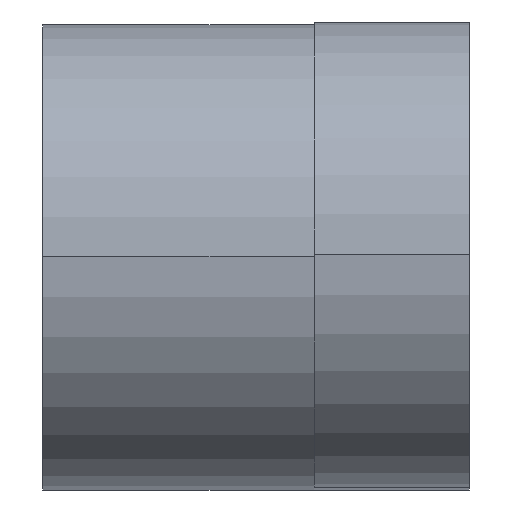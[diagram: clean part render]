
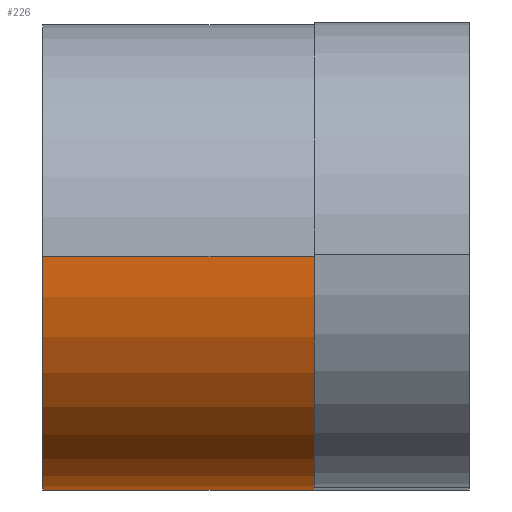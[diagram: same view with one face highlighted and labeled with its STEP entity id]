
A CAD part, top view. The second image highlights one B-rep face of the part: STEP entity #226.
In plain terms, the highlighted cylindrical face has radius 30 mm (diameter 60 mm), a partial arc.
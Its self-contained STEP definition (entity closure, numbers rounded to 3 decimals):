
#2 = VERTEX_POINT ( 'NONE', #235 ) ;
#5 = DIRECTION ( 'NONE',  ( -1., 0., 0. ) ) ;
#9 = DIRECTION ( 'NONE',  ( -1., 0., 0. ) ) ;
#12 = CIRCLE ( 'NONE', #232, 30. ) ;
#13 = LINE ( 'NONE', #166, #130 ) ;
#14 = VECTOR ( 'NONE', #38, 1000. ) ;
#20 = VERTEX_POINT ( 'NONE', #186 ) ;
#23 = EDGE_CURVE ( 'NONE', #125, #240, #62, .T. ) ;
#32 = DIRECTION ( 'NONE',  ( 1., 0., 0. ) ) ;
#35 = VERTEX_POINT ( 'NONE', #110 ) ;
#38 = DIRECTION ( 'NONE',  ( -1., 0., 0. ) ) ;
#40 = ORIENTED_EDGE ( 'NONE', *, *, #275, .F. ) ;
#43 = CIRCLE ( 'NONE', #87, 30. ) ;
#49 = FACE_OUTER_BOUND ( 'NONE', #268, .T. ) ;
#58 = EDGE_CURVE ( 'NONE', #125, #217, #132, .T. ) ;
#59 = CARTESIAN_POINT ( 'NONE',  ( 20., 0., 30. ) ) ;
#62 = LINE ( 'NONE', #259, #14 ) ;
#65 = ORIENTED_EDGE ( 'NONE', *, *, #203, .F. ) ;
#72 = ORIENTED_EDGE ( 'NONE', *, *, #58, .F. ) ;
#75 = CARTESIAN_POINT ( 'NONE',  ( -35., 0., 0. ) ) ;
#80 = EDGE_CURVE ( 'NONE', #35, #20, #182, .T. ) ;
#82 = CARTESIAN_POINT ( 'NONE',  ( 0., 0., 0. ) ) ;
#84 = DIRECTION ( 'NONE',  ( 0., 0., 1. ) ) ;
#87 = AXIS2_PLACEMENT_3D ( 'NONE', #82, #155, #295 ) ;
#96 = EDGE_CURVE ( 'NONE', #240, #35, #43, .T. ) ;
#102 = AXIS2_PLACEMENT_3D ( 'NONE', #112, #32, #84 ) ;
#110 = CARTESIAN_POINT ( 'NONE',  ( 0., 0., 30. ) ) ;
#112 = CARTESIAN_POINT ( 'NONE',  ( 20., 0., 0. ) ) ;
#115 = DIRECTION ( 'NONE',  ( -1., 0., 0. ) ) ;
#125 = VERTEX_POINT ( 'NONE', #294 ) ;
#130 = VECTOR ( 'NONE', #115, 1000. ) ;
#132 = CIRCLE ( 'NONE', #102, 30. ) ;
#146 = ORIENTED_EDGE ( 'NONE', *, *, #80, .T. ) ;
#148 = CARTESIAN_POINT ( 'NONE',  ( 20., 0., 0. ) ) ;
#152 = AXIS2_PLACEMENT_3D ( 'NONE', #148, #5, #242 ) ;
#155 = DIRECTION ( 'NONE',  ( -1., 0., 0. ) ) ;
#166 = CARTESIAN_POINT ( 'NONE',  ( 20., 0., -30. ) ) ;
#169 = VECTOR ( 'NONE', #9, 1000. ) ;
#178 = DIRECTION ( 'NONE',  ( -1., 0., 0. ) ) ;
#182 = LINE ( 'NONE', #59, #169 ) ;
#186 = CARTESIAN_POINT ( 'NONE',  ( -35., 0., 30. ) ) ;
#203 = EDGE_CURVE ( 'NONE', #2, #20, #12, .T. ) ;
#213 = ORIENTED_EDGE ( 'NONE', *, *, #96, .T. ) ;
#217 = VERTEX_POINT ( 'NONE', #271 ) ;
#220 = CYLINDRICAL_SURFACE ( 'NONE', #152, 30. ) ;
#226 = ADVANCED_FACE ( 'NONE', ( #49 ), #220, .T. ) ;
#232 = AXIS2_PLACEMENT_3D ( 'NONE', #75, #178, #290 ) ;
#235 = CARTESIAN_POINT ( 'NONE',  ( -35., 0., -30. ) ) ;
#238 = ORIENTED_EDGE ( 'NONE', *, *, #23, .T. ) ;
#240 = VERTEX_POINT ( 'NONE', #245 ) ;
#242 = DIRECTION ( 'NONE',  ( 0., 0., 1. ) ) ;
#245 = CARTESIAN_POINT ( 'NONE',  ( 0., -30., 0. ) ) ;
#259 = CARTESIAN_POINT ( 'NONE',  ( 20., -30., 0. ) ) ;
#268 = EDGE_LOOP ( 'NONE', ( #40, #72, #238, #213, #146, #65 ) ) ;
#271 = CARTESIAN_POINT ( 'NONE',  ( 20., 0., -30. ) ) ;
#275 = EDGE_CURVE ( 'NONE', #217, #2, #13, .T. ) ;
#290 = DIRECTION ( 'NONE',  ( 0., 0., 1. ) ) ;
#294 = CARTESIAN_POINT ( 'NONE',  ( 20., -30., 0. ) ) ;
#295 = DIRECTION ( 'NONE',  ( 0., 0., 1. ) ) ;
